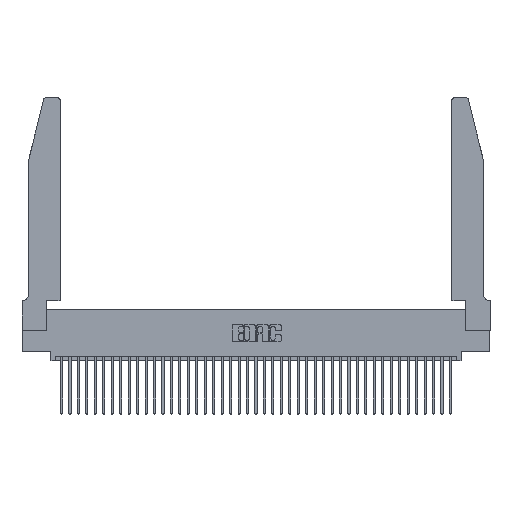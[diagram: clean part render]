
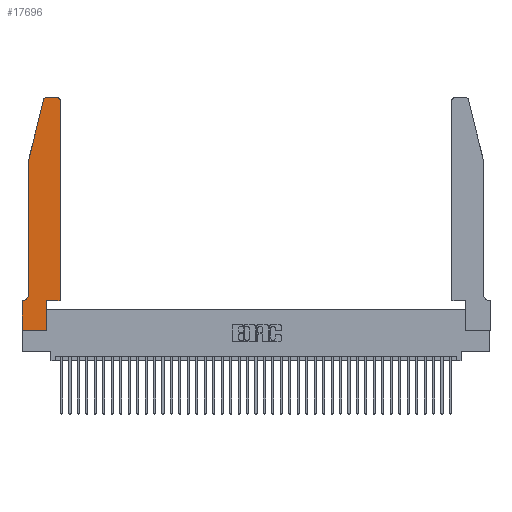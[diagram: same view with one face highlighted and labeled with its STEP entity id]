
A CAD part, top view. The second image highlights one B-rep face of the part: STEP entity #17696.
In plain terms, the highlighted planar face has unit normal (0, 0, 1).
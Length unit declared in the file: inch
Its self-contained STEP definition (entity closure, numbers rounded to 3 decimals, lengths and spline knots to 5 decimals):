
#291 = EDGE_CURVE ( 'NONE', #5247, #31688, #39309, .T. ) ;
#1484 = LINE ( 'NONE', #26258, #16631 ) ;
#1585 = CARTESIAN_POINT ( 'NONE',  ( 0.4205, 2.72, 0.37 ) ) ;
#1815 = DIRECTION ( 'NONE',  ( 0., 0., 1. ) ) ;
#2047 = DIRECTION ( 'NONE',  ( 0., -1., 0. ) ) ;
#2264 = CARTESIAN_POINT ( 'NONE',  ( 0.2605, 2.75, 0.37 ) ) ;
#2891 = CARTESIAN_POINT ( 'NONE',  ( 0.2865, 0.35, 0.37 ) ) ;
#3414 = ORIENTED_EDGE ( 'NONE', *, *, #18158, .T. ) ;
#3999 = VERTEX_POINT ( 'NONE', #34777 ) ;
#4906 = DIRECTION ( 'NONE',  ( 1., 0., 0. ) ) ;
#5116 = VECTOR ( 'NONE', #7928, 39.37008 ) ;
#5173 = EDGE_LOOP ( 'NONE', ( #36762, #36880, #15283, #33171, #34303, #39435, #5741, #25104, #15084, #28295, #3414, #13369 ) ) ;
#5247 = VERTEX_POINT ( 'NONE', #2891 ) ;
#5321 = CARTESIAN_POINT ( 'NONE',  ( 0.284, 2.75, 0.37 ) ) ;
#5564 = VECTOR ( 'NONE', #37109, 39.37008 ) ;
#5741 = ORIENTED_EDGE ( 'NONE', *, *, #23075, .T. ) ;
#7128 = CARTESIAN_POINT ( 'NONE',  ( 0., 0., 0.37 ) ) ;
#7417 = CARTESIAN_POINT ( 'NONE',  ( 0.4205, 2.75, 0.37 ) ) ;
#7928 = DIRECTION ( 'NONE',  ( 1., 0., 0. ) ) ;
#8804 = EDGE_CURVE ( 'NONE', #14140, #12407, #35098, .T. ) ;
#9283 = CARTESIAN_POINT ( 'NONE',  ( 0.284, 2.72, 0.37 ) ) ;
#9802 = VECTOR ( 'NONE', #15383, 39.37008 ) ;
#10676 = CARTESIAN_POINT ( 'NONE',  ( 0.4505, 0.35, 0.37 ) ) ;
#10685 = VECTOR ( 'NONE', #41076, 39.37008 ) ;
#12407 = VERTEX_POINT ( 'NONE', #20132 ) ;
#12492 = DIRECTION ( 'NONE',  ( 1., 0., 0. ) ) ;
#12659 = VERTEX_POINT ( 'NONE', #7417 ) ;
#12669 = CARTESIAN_POINT ( 'NONE',  ( 0., 0.35, 0.37 ) ) ;
#13294 = CARTESIAN_POINT ( 'NONE',  ( 0.0755, 0.42, 0.37 ) ) ;
#13369 = ORIENTED_EDGE ( 'NONE', *, *, #36969, .T. ) ;
#13656 = LINE ( 'NONE', #30082, #5116 ) ;
#14114 = LINE ( 'NONE', #2264, #5564 ) ;
#14140 = VERTEX_POINT ( 'NONE', #5321 ) ;
#14150 = VECTOR ( 'NONE', #31244, 39.37008 ) ;
#14638 = FACE_OUTER_BOUND ( 'NONE', #5173, .T. ) ;
#14684 = CARTESIAN_POINT ( 'NONE',  ( 0., 0.35, 0.37 ) ) ;
#15084 = ORIENTED_EDGE ( 'NONE', *, *, #33995, .T. ) ;
#15255 = VECTOR ( 'NONE', #28261, 39.37008 ) ;
#15283 = ORIENTED_EDGE ( 'NONE', *, *, #37917, .T. ) ;
#15336 = VERTEX_POINT ( 'NONE', #36112 ) ;
#15383 = DIRECTION ( 'NONE',  ( -1., 0., 0. ) ) ;
#15504 = EDGE_CURVE ( 'NONE', #3999, #32262, #19297, .T. ) ;
#15988 = CARTESIAN_POINT ( 'NONE',  ( 0.2865, 0.35, 0.37 ) ) ;
#16004 = CARTESIAN_POINT ( 'NONE',  ( 0.0055, 0.35, 0.37 ) ) ;
#16149 = VERTEX_POINT ( 'NONE', #12669 ) ;
#16629 = EDGE_CURVE ( 'NONE', #32262, #30176, #19675, .T. ) ;
#16631 = VECTOR ( 'NONE', #29428, 39.37008 ) ;
#16850 = AXIS2_PLACEMENT_3D ( 'NONE', #14684, #1815, #24197 ) ;
#17696 = ADVANCED_FACE ( 'NONE', ( #14638 ), #21027, .T. ) ;
#18102 = CARTESIAN_POINT ( 'NONE',  ( 0.0755, 2., 0.37 ) ) ;
#18158 = EDGE_CURVE ( 'NONE', #31688, #30291, #37705, .T. ) ;
#18282 = LINE ( 'NONE', #31057, #9802 ) ;
#18416 = CIRCLE ( 'NONE', #22254, 0.03 ) ;
#19061 = CARTESIAN_POINT ( 'NONE',  ( 0.0055, 0.42, 0.37 ) ) ;
#19297 = LINE ( 'NONE', #18102, #26652 ) ;
#19675 = CIRCLE ( 'NONE', #21315, 0.07 ) ;
#20132 = CARTESIAN_POINT ( 'NONE',  ( 0.25487, 2.72718, 0.37 ) ) ;
#21010 = VECTOR ( 'NONE', #32701, 39.37008 ) ;
#21027 = PLANE ( 'NONE',  #16850 ) ;
#21315 = AXIS2_PLACEMENT_3D ( 'NONE', #19061, #40981, #22225 ) ;
#22194 = EDGE_CURVE ( 'NONE', #39512, #15336, #13656, .T. ) ;
#22225 = DIRECTION ( 'NONE',  ( -1., 0., 0. ) ) ;
#22254 = AXIS2_PLACEMENT_3D ( 'NONE', #1585, #23980, #4906 ) ;
#23075 = EDGE_CURVE ( 'NONE', #16149, #39512, #39239, .T. ) ;
#23551 = EDGE_CURVE ( 'NONE', #12659, #14140, #14114, .T. ) ;
#23980 = DIRECTION ( 'NONE',  ( 0., 0., 1. ) ) ;
#24197 = DIRECTION ( 'NONE',  ( 1., 0., 0. ) ) ;
#25087 = CARTESIAN_POINT ( 'NONE',  ( 0.4505, 0.35, 0.37 ) ) ;
#25104 = ORIENTED_EDGE ( 'NONE', *, *, #22194, .T. ) ;
#26258 = CARTESIAN_POINT ( 'NONE',  ( 0.0755, 2., 0.37 ) ) ;
#26517 = LINE ( 'NONE', #15988, #10685 ) ;
#26652 = VECTOR ( 'NONE', #2047, 39.37008 ) ;
#28261 = DIRECTION ( 'NONE',  ( 1., 0., 0. ) ) ;
#28295 = ORIENTED_EDGE ( 'NONE', *, *, #291, .T. ) ;
#29428 = DIRECTION ( 'NONE',  ( -0.239, -0.971, 0. ) ) ;
#29539 = CARTESIAN_POINT ( 'NONE',  ( 0.4505, 0.35, 0.37 ) ) ;
#30082 = CARTESIAN_POINT ( 'NONE',  ( 0., 0., 0.37 ) ) ;
#30176 = VERTEX_POINT ( 'NONE', #16004 ) ;
#30291 = VERTEX_POINT ( 'NONE', #38192 ) ;
#30889 = AXIS2_PLACEMENT_3D ( 'NONE', #9283, #31404, #12492 ) ;
#31057 = CARTESIAN_POINT ( 'NONE',  ( 0.0755, 0.35, 0.37 ) ) ;
#31244 = DIRECTION ( 'NONE',  ( 0., -1., 0. ) ) ;
#31404 = DIRECTION ( 'NONE',  ( 0., 0., 1. ) ) ;
#31688 = VERTEX_POINT ( 'NONE', #10676 ) ;
#32262 = VERTEX_POINT ( 'NONE', #13294 ) ;
#32643 = EDGE_CURVE ( 'NONE', #30176, #16149, #18282, .T. ) ;
#32701 = DIRECTION ( 'NONE',  ( 0., 1., 0. ) ) ;
#33171 = ORIENTED_EDGE ( 'NONE', *, *, #15504, .T. ) ;
#33995 = EDGE_CURVE ( 'NONE', #15336, #5247, #26517, .T. ) ;
#34303 = ORIENTED_EDGE ( 'NONE', *, *, #16629, .T. ) ;
#34418 = CARTESIAN_POINT ( 'NONE',  ( 0., 0., 0.37 ) ) ;
#34777 = CARTESIAN_POINT ( 'NONE',  ( 0.0755, 2., 0.37 ) ) ;
#35098 = CIRCLE ( 'NONE', #30889, 0.03 ) ;
#36112 = CARTESIAN_POINT ( 'NONE',  ( 0.2865, 0., 0.37 ) ) ;
#36762 = ORIENTED_EDGE ( 'NONE', *, *, #23551, .T. ) ;
#36880 = ORIENTED_EDGE ( 'NONE', *, *, #8804, .T. ) ;
#36969 = EDGE_CURVE ( 'NONE', #30291, #12659, #18416, .T. ) ;
#37109 = DIRECTION ( 'NONE',  ( -1., 0., 0. ) ) ;
#37705 = LINE ( 'NONE', #29539, #21010 ) ;
#37917 = EDGE_CURVE ( 'NONE', #12407, #3999, #1484, .T. ) ;
#38192 = CARTESIAN_POINT ( 'NONE',  ( 0.4505, 2.72, 0.37 ) ) ;
#39239 = LINE ( 'NONE', #34418, #14150 ) ;
#39309 = LINE ( 'NONE', #25087, #15255 ) ;
#39435 = ORIENTED_EDGE ( 'NONE', *, *, #32643, .T. ) ;
#39512 = VERTEX_POINT ( 'NONE', #7128 ) ;
#40981 = DIRECTION ( 'NONE',  ( 0., 0., -1. ) ) ;
#41076 = DIRECTION ( 'NONE',  ( 0., 1., 0. ) ) ;
